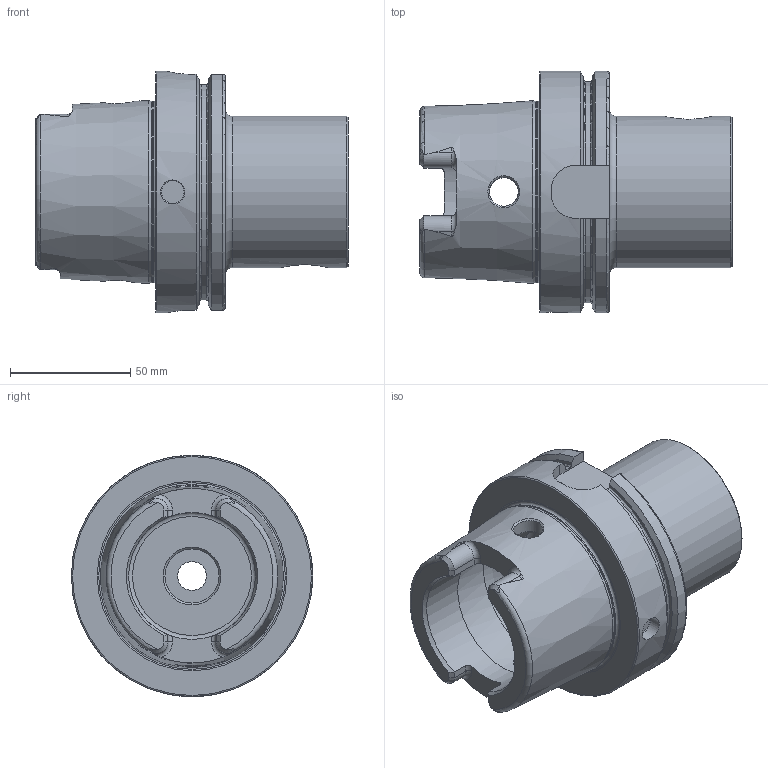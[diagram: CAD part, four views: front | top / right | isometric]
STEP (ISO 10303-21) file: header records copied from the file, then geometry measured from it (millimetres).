
FILE_DESCRIPTION (( 'STEP AP214' ), '1' );
FILE_NAME ('HA0.WH6.K01.080.STEP', '2020-08-17T14:09:47', ( '' ), ( '' ), 'SwSTEP 2.0', 'SolidWorks 2017', '' );
FILE_SCHEMA (( 'AUTOMOTIVE_DESIGN' ));
Length unit declared in the file: millimetre
Products named in the file (3): WH6-ER1.001.021; HA0.WH6.K01.080; HA0-WH6.K01.080_B_Weichbearbeitung
Assembly tree (3 placements, depth 2):
  HA0.WH6.K01.080
    HA0-WH6.K01.080_B_Weichbearbeitung
    WH6-ER1.001.021  x2
Bounding box: 129.8 x 100.3 x 100.3 mm (x, y, z)
Volume: 375406.9 mm3; surface area: 67834.2 mm2
Topology: 3 solids, 3 shells, 172 faces, 433 edges, 269 vertices
Faces by surface type: plane 71, cylinder 42, cone 29, torus 28, bspline 2
Full cylindrical faces by diameter (mm): 8 x2, 10 x1, 12 x3, 14.5 x2, 16 x2, 22.5 x1, 26 x1, 36 x1, 37 x1, 52.7 x2, 63 x2, 75.265 x1, 100.3 x1
Entity records: 7222 total; most frequent: CARTESIAN_POINT 2793, DIRECTION 663, ORIENTED_EDGE 648, EDGE_CURVE 324, AXIS2_PLACEMENT_3D 277, VERTEX_POINT 226, EDGE_LOOP 210, FACE_OUTER_BOUND 183
